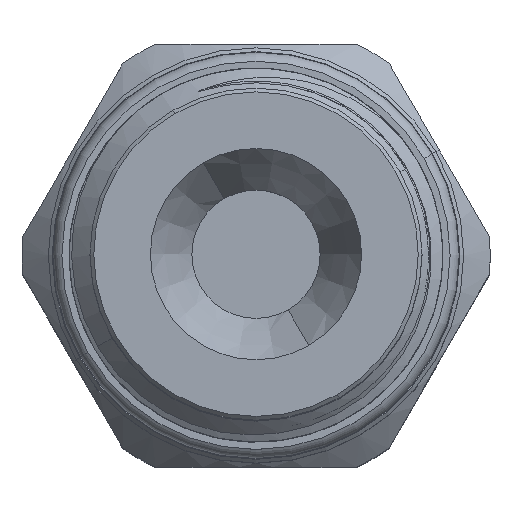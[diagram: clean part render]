
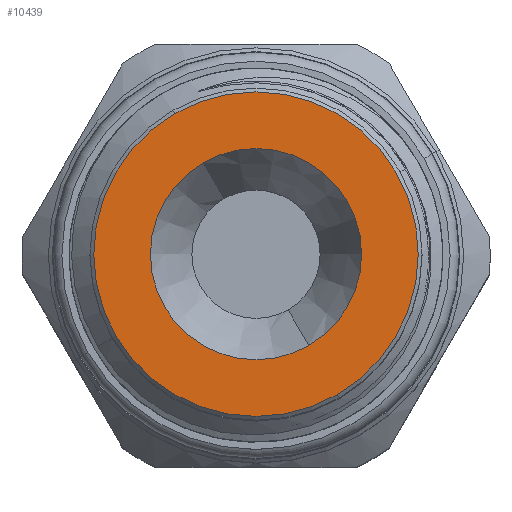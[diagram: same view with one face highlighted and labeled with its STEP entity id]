
A CAD part, top view. The second image highlights one B-rep face of the part: STEP entity #10439.
In plain terms, the highlighted planar face has unit normal (0, 0, 1).
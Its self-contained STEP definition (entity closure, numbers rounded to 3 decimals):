
#29 = ORIENTED_EDGE ( 'NONE', *, *, #977, .T. ) ;
#783 = VERTEX_POINT ( 'NONE', #10716 ) ;
#888 = CARTESIAN_POINT ( 'NONE',  ( 0., 0., 45.13 ) ) ;
#977 = EDGE_CURVE ( 'NONE', #13602, #3446, #2675, .T. ) ;
#1238 = VERTEX_POINT ( 'NONE', #12523 ) ;
#1676 = ORIENTED_EDGE ( 'NONE', *, *, #11302, .T. ) ;
#2564 = ORIENTED_EDGE ( 'NONE', *, *, #6315, .F. ) ;
#2675 = CIRCLE ( 'NONE', #12789, 8.525 ) ;
#3446 = VERTEX_POINT ( 'NONE', #16093 ) ;
#3781 = CARTESIAN_POINT ( 'NONE',  ( 0., 0., 45.13 ) ) ;
#4187 = AXIS2_PLACEMENT_3D ( 'NONE', #4928, #9965, #7446 ) ;
#4344 = AXIS2_PLACEMENT_3D ( 'NONE', #3781, #12757, #11443 ) ;
#4851 = ORIENTED_EDGE ( 'NONE', *, *, #7972, .F. ) ;
#4928 = CARTESIAN_POINT ( 'NONE',  ( 0., 0., 45.13 ) ) ;
#5688 = DIRECTION ( 'NONE',  ( 0.5, -0.866, 0. ) ) ;
#6315 = EDGE_CURVE ( 'NONE', #783, #1238, #7556, .T. ) ;
#6402 = FACE_OUTER_BOUND ( 'NONE', #13641, .T. ) ;
#7315 = DIRECTION ( 'NONE',  ( 0., 0., 1. ) ) ;
#7446 = DIRECTION ( 'NONE',  ( 0.5, -0.866, 0. ) ) ;
#7556 = CIRCLE ( 'NONE', #4187, 5.55 ) ;
#7914 = AXIS2_PLACEMENT_3D ( 'NONE', #10950, #7315, #13466 ) ;
#7972 = EDGE_CURVE ( 'NONE', #1238, #783, #10900, .T. ) ;
#8320 = DIRECTION ( 'NONE',  ( 0., 0., 1. ) ) ;
#8578 = FACE_BOUND ( 'NONE', #15105, .T. ) ;
#9965 = DIRECTION ( 'NONE',  ( 0., 0., 1. ) ) ;
#10439 = ADVANCED_FACE ( 'NONE', ( #6402, #8578 ), #15876, .T. ) ;
#10504 = CARTESIAN_POINT ( 'NONE',  ( -4.263, 7.383, 45.13 ) ) ;
#10716 = CARTESIAN_POINT ( 'NONE',  ( -2.775, 4.806, 45.13 ) ) ;
#10900 = CIRCLE ( 'NONE', #7914, 5.55 ) ;
#10937 = DIRECTION ( 'NONE',  ( 0., 0., 1. ) ) ;
#10950 = CARTESIAN_POINT ( 'NONE',  ( 0., 0., 45.13 ) ) ;
#11302 = EDGE_CURVE ( 'NONE', #3446, #13602, #11697, .T. ) ;
#11443 = DIRECTION ( 'NONE',  ( 0.5, -0.866, 0. ) ) ;
#11697 = CIRCLE ( 'NONE', #4344, 8.525 ) ;
#11965 = CARTESIAN_POINT ( 'NONE',  ( 4.806, 2.775, 45.13 ) ) ;
#12151 = DIRECTION ( 'NONE',  ( 0.5, -0.866, 0. ) ) ;
#12523 = CARTESIAN_POINT ( 'NONE',  ( 2.775, -4.806, 45.13 ) ) ;
#12757 = DIRECTION ( 'NONE',  ( 0., 0., 1. ) ) ;
#12789 = AXIS2_PLACEMENT_3D ( 'NONE', #888, #10937, #12151 ) ;
#13190 = AXIS2_PLACEMENT_3D ( 'NONE', #11965, #8320, #5688 ) ;
#13466 = DIRECTION ( 'NONE',  ( 0.5, -0.866, 0. ) ) ;
#13602 = VERTEX_POINT ( 'NONE', #10504 ) ;
#13641 = EDGE_LOOP ( 'NONE', ( #29, #1676 ) ) ;
#15105 = EDGE_LOOP ( 'NONE', ( #4851, #2564 ) ) ;
#15876 = PLANE ( 'NONE',  #13190 ) ;
#16093 = CARTESIAN_POINT ( 'NONE',  ( 4.263, -7.383, 45.13 ) ) ;
